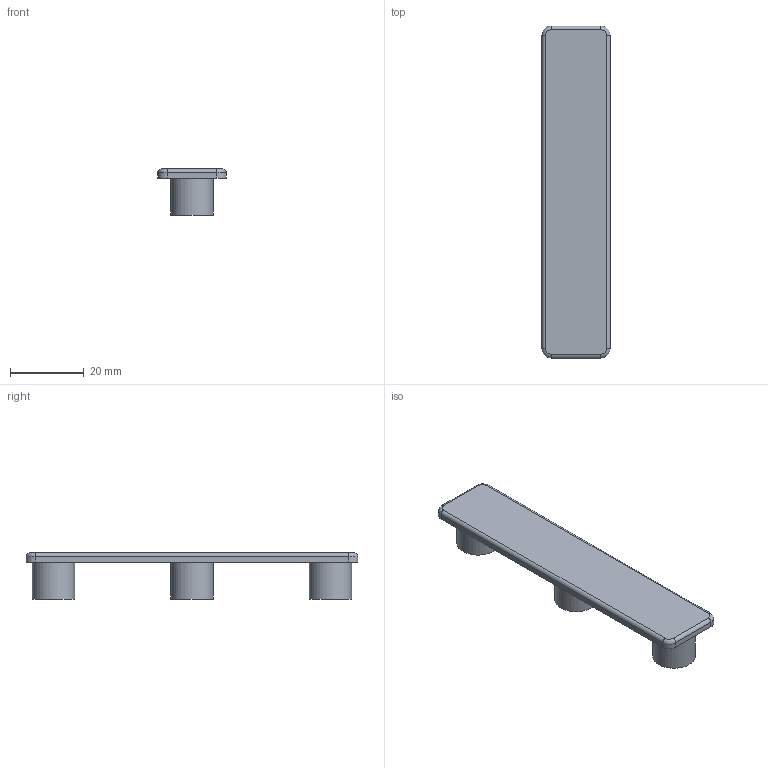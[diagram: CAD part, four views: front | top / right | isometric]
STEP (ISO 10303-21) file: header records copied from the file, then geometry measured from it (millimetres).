
FILE_DESCRIPTION(('STEP AP203'),'2;1');
FILE_NAME('18.068.00.stp','2011-03-21T15:59:43',(''),(''),'2009.3.110','THINKDESIGN','');
FILE_SCHEMA(('CONFIG_CONTROL_DESIGN'));
Length unit declared in the file: millimetre
Bounding box: 18.5 x 90 x 12.5 mm (x, y, z)
Volume: 4863.6 mm3; surface area: 5785.6 mm2
Topology: 1 solids, 1 shells, 30 faces, 70 edges, 48 vertices
Faces by surface type: cylinder 14, plane 12, bspline 4
Full cylindrical faces by diameter (mm): 10 x3, 11.5 x3
Entity records: 1163 total; most frequent: CARTESIAN_POINT 340, DIRECTION 166, ORIENTED_EDGE 140, AXIS2_PLACEMENT_3D 70, EDGE_CURVE 70, VERTEX_POINT 48, CIRCLE 44, EDGE_LOOP 36
